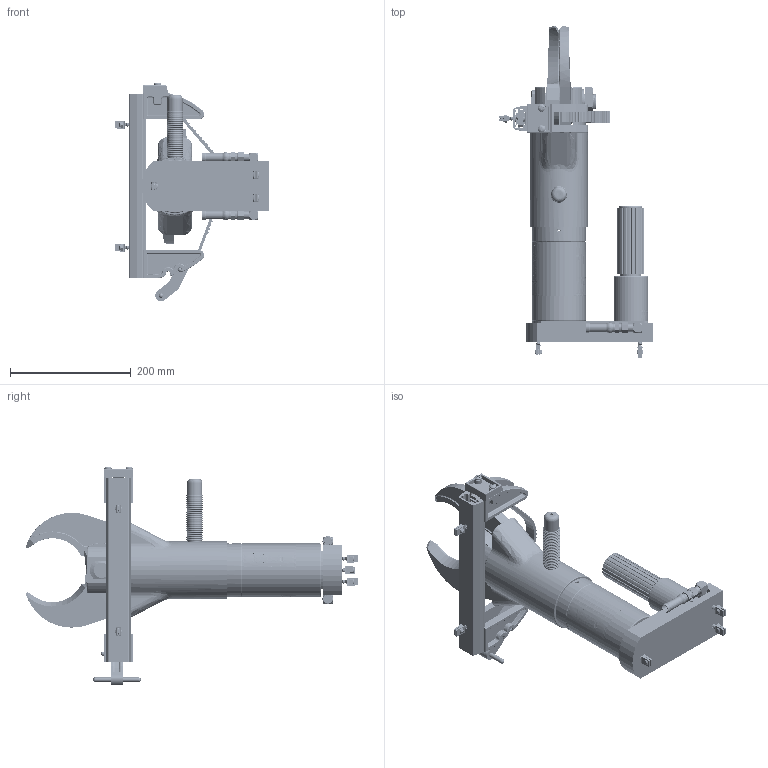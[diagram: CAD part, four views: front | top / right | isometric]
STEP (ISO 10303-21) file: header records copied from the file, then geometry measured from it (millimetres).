
FILE_DESCRIPTION (( 'STEP AP203' ), '1' );
FILE_NAME ('K5022.STEP', '2018-01-12T14:04:18', ( 'admin' ), ( 'Hewlett-Packard Company' ), 'SwSTEP 2.0', 'SolidWorks 2017', '' );
FILE_SCHEMA (( 'CONFIG_CONTROL_DESIGN' ));
Length unit declared in the file: inch
Products named in the file (23): 3017_HFBOLT 0.25-20x1.25x0.75-C; 2008 - IN USE K5022; 2035n_8; 4097P; 2069LN_MSHXNUT 0.250-20-S-N; 2049; 2044_82DEG 10-32x1.25 18-8 SS; 2033; 7029_8; 2054; 4097; 1006-3-  _in dual trac; 7016; 2019_12; 3024_collapsed; 7026; 2074; K5050_PLASTIC NUTS; 2031_CR-FHMS 0.25-20x0.75x0.75-N; 2075; K5022; 2073; AMK-25 Cutter
Assembly tree (43 placements, depth 4):
  K5022
    AMK-25 Cutter
    2008 - IN USE K5022
    4097
      4097P
      7026
        2044_82DEG 10-32x1.25 18-8 SS  x3
        2054  x3
        7016  x3
      2033
        2031_CR-FHMS 0.25-20x0.75x0.75-N  x3
        2069LN_MSHXNUT 0.250-20-S-N  x3
    K5050_PLASTIC NUTS
      2019_12
      2074
      2075
      2073
      2035n_8
        3017_HFBOLT 0.25-20x1.25x0.75-C  x2
        2069LN_MSHXNUT 0.250-20-S-N  x2
      7029_8
        2049  x2
        7016  x2
      1006-3-  _in dual trac
      3017_HFBOLT 0.25-20x1.25x0.75-C  x4
      3024_collapsed  x2
Bounding box: 255.94 x 548.96 x 361.86 mm (x, y, z)
Volume: 680511.9 mm3; surface area: 659685.3 mm2
Topology: 40 solids, 127 shells, 4482 faces, 12995 edges, 8687 vertices
Faces by surface type: cylinder 1638, cone 1140, plane 1115, torus 415, bspline 154, sphere 20
Entity records: 114261 total; most frequent: CARTESIAN_POINT 41688, ORIENTED_EDGE 14345, DIRECTION 14337, EDGE_CURVE 8038, VERTEX_POINT 5609, AXIS2_PLACEMENT_3D 5552, LINE 3233, VECTOR 3233
